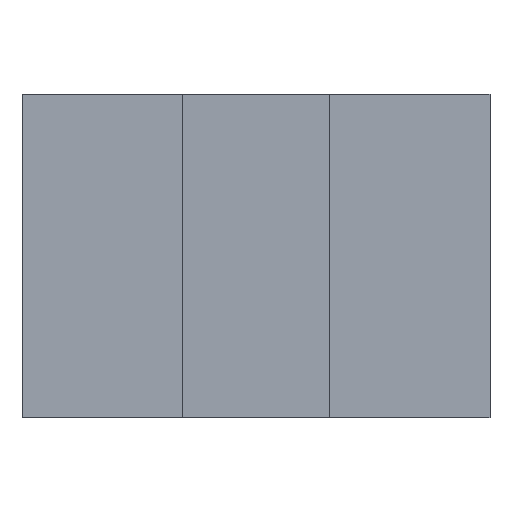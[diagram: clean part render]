
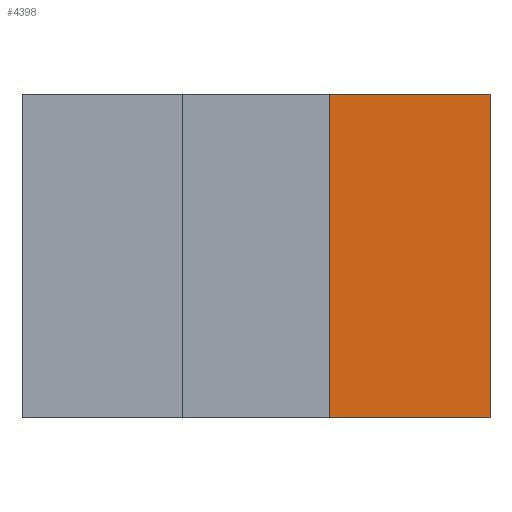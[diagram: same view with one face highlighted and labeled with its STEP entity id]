
A CAD part, front view. The second image highlights one B-rep face of the part: STEP entity #4398.
In plain terms, the highlighted planar face has unit normal (0, -1, 0).
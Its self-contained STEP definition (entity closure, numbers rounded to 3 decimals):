
#128 = PLANE('',#129);
#129 = AXIS2_PLACEMENT_3D('',#130,#131,#132);
#130 = CARTESIAN_POINT('',(0.,0.,-5.923));
#131 = DIRECTION('',(0.,0.,1.));
#132 = DIRECTION('',(0.,-1.,0.));
#182 = PLANE('',#183);
#183 = AXIS2_PLACEMENT_3D('',#184,#185,#186);
#184 = CARTESIAN_POINT('',(0.,0.,5.077));
#185 = DIRECTION('',(0.,0.,1.));
#186 = DIRECTION('',(0.,-1.,0.));
#347 = PLANE('',#348);
#348 = AXIS2_PLACEMENT_3D('',#349,#350,#351);
#349 = CARTESIAN_POINT('',(-0.711,0.,
    5.077));
#350 = DIRECTION('',(-1.,-0.,0.));
#351 = DIRECTION('',(0.,-1.,0.));
#1118 = VERTEX_POINT('',#1119);
#1119 = CARTESIAN_POINT('',(-0.711,-2.,5.077));
#1140 = EDGE_CURVE('',#1118,#1141,#1143,.T.);
#1141 = VERTEX_POINT('',#1142);
#1142 = CARTESIAN_POINT('',(-0.711,-2.,-5.923));
#1143 = SURFACE_CURVE('',#1144,(#1148,#1155),.PCURVE_S1.);
#1144 = LINE('',#1145,#1146);
#1145 = CARTESIAN_POINT('',(-0.711,-2.,5.077));
#1146 = VECTOR('',#1147,1.);
#1147 = DIRECTION('',(-0.,0.,-1.));
#1148 = PCURVE('',#347,#1149);
#1149 = DEFINITIONAL_REPRESENTATION('',(#1150),#1154);
#1150 = LINE('',#1151,#1152);
#1151 = CARTESIAN_POINT('',(2.,0.));
#1152 = VECTOR('',#1153,1.);
#1153 = DIRECTION('',(0.,-1.));
#1154 = ( GEOMETRIC_REPRESENTATION_CONTEXT(2) 
PARAMETRIC_REPRESENTATION_CONTEXT() REPRESENTATION_CONTEXT('2D SPACE',''
  ) );
#1155 = PCURVE('',#1156,#1161);
#1156 = PLANE('',#1157);
#1157 = AXIS2_PLACEMENT_3D('',#1158,#1159,#1160);
#1158 = CARTESIAN_POINT('',(0.,-2.,-5.923));
#1159 = DIRECTION('',(0.,-1.,0.));
#1160 = DIRECTION('',(1.,0.,0.));
#1161 = DEFINITIONAL_REPRESENTATION('',(#1162),#1166);
#1162 = LINE('',#1163,#1164);
#1163 = CARTESIAN_POINT('',(-0.711,11.));
#1164 = VECTOR('',#1165,1.);
#1165 = DIRECTION('',(0.,-1.));
#1166 = ( GEOMETRIC_REPRESENTATION_CONTEXT(2) 
PARAMETRIC_REPRESENTATION_CONTEXT() REPRESENTATION_CONTEXT('2D SPACE',''
  ) );
#2687 = PLANE('',#2688);
#2688 = AXIS2_PLACEMENT_3D('',#2689,#2690,#2691);
#2689 = CARTESIAN_POINT('',(-6.161,0.,0.));
#2690 = DIRECTION('',(1.,0.,0.));
#2691 = DIRECTION('',(0.,1.,0.));
#2751 = EDGE_CURVE('',#2752,#1141,#2754,.T.);
#2752 = VERTEX_POINT('',#2753);
#2753 = CARTESIAN_POINT('',(-6.161,-2.,-5.923));
#2754 = SURFACE_CURVE('',#2755,(#2759,#2766),.PCURVE_S1.);
#2755 = LINE('',#2756,#2757);
#2756 = CARTESIAN_POINT('',(0.,-2.,-5.923));
#2757 = VECTOR('',#2758,1.);
#2758 = DIRECTION('',(1.,0.,0.));
#2759 = PCURVE('',#128,#2760);
#2760 = DEFINITIONAL_REPRESENTATION('',(#2761),#2765);
#2761 = LINE('',#2762,#2763);
#2762 = CARTESIAN_POINT('',(2.,0.));
#2763 = VECTOR('',#2764,1.);
#2764 = DIRECTION('',(0.,1.));
#2765 = ( GEOMETRIC_REPRESENTATION_CONTEXT(2) 
PARAMETRIC_REPRESENTATION_CONTEXT() REPRESENTATION_CONTEXT('2D SPACE',''
  ) );
#2766 = PCURVE('',#1156,#2767);
#2767 = DEFINITIONAL_REPRESENTATION('',(#2768),#2772);
#2768 = LINE('',#2769,#2770);
#2769 = CARTESIAN_POINT('',(0.,0.));
#2770 = VECTOR('',#2771,1.);
#2771 = DIRECTION('',(1.,0.));
#2772 = ( GEOMETRIC_REPRESENTATION_CONTEXT(2) 
PARAMETRIC_REPRESENTATION_CONTEXT() REPRESENTATION_CONTEXT('2D SPACE',''
  ) );
#4398 = ADVANCED_FACE('',(#4399),#1156,.T.);
#4399 = FACE_BOUND('',#4400,.T.);
#4400 = EDGE_LOOP('',(#4401,#4424,#4425,#4426));
#4401 = ORIENTED_EDGE('',*,*,#4402,.F.);
#4402 = EDGE_CURVE('',#2752,#4403,#4405,.T.);
#4403 = VERTEX_POINT('',#4404);
#4404 = CARTESIAN_POINT('',(-6.161,-2.,5.077));
#4405 = SURFACE_CURVE('',#4406,(#4410,#4417),.PCURVE_S1.);
#4406 = LINE('',#4407,#4408);
#4407 = CARTESIAN_POINT('',(-6.161,-2.,-5.923));
#4408 = VECTOR('',#4409,1.);
#4409 = DIRECTION('',(0.,0.,1.));
#4410 = PCURVE('',#1156,#4411);
#4411 = DEFINITIONAL_REPRESENTATION('',(#4412),#4416);
#4412 = LINE('',#4413,#4414);
#4413 = CARTESIAN_POINT('',(-6.161,0.));
#4414 = VECTOR('',#4415,1.);
#4415 = DIRECTION('',(0.,1.));
#4416 = ( GEOMETRIC_REPRESENTATION_CONTEXT(2) 
PARAMETRIC_REPRESENTATION_CONTEXT() REPRESENTATION_CONTEXT('2D SPACE',''
  ) );
#4417 = PCURVE('',#2687,#4418);
#4418 = DEFINITIONAL_REPRESENTATION('',(#4419),#4423);
#4419 = LINE('',#4420,#4421);
#4420 = CARTESIAN_POINT('',(-2.,-5.923));
#4421 = VECTOR('',#4422,1.);
#4422 = DIRECTION('',(0.,1.));
#4423 = ( GEOMETRIC_REPRESENTATION_CONTEXT(2) 
PARAMETRIC_REPRESENTATION_CONTEXT() REPRESENTATION_CONTEXT('2D SPACE',''
  ) );
#4424 = ORIENTED_EDGE('',*,*,#2751,.T.);
#4425 = ORIENTED_EDGE('',*,*,#1140,.F.);
#4426 = ORIENTED_EDGE('',*,*,#4427,.F.);
#4427 = EDGE_CURVE('',#4403,#1118,#4428,.T.);
#4428 = SURFACE_CURVE('',#4429,(#4433,#4440),.PCURVE_S1.);
#4429 = LINE('',#4430,#4431);
#4430 = CARTESIAN_POINT('',(0.,-2.,5.077));
#4431 = VECTOR('',#4432,1.);
#4432 = DIRECTION('',(1.,0.,0.));
#4433 = PCURVE('',#1156,#4434);
#4434 = DEFINITIONAL_REPRESENTATION('',(#4435),#4439);
#4435 = LINE('',#4436,#4437);
#4436 = CARTESIAN_POINT('',(0.,11.));
#4437 = VECTOR('',#4438,1.);
#4438 = DIRECTION('',(1.,0.));
#4439 = ( GEOMETRIC_REPRESENTATION_CONTEXT(2) 
PARAMETRIC_REPRESENTATION_CONTEXT() REPRESENTATION_CONTEXT('2D SPACE',''
  ) );
#4440 = PCURVE('',#182,#4441);
#4441 = DEFINITIONAL_REPRESENTATION('',(#4442),#4446);
#4442 = LINE('',#4443,#4444);
#4443 = CARTESIAN_POINT('',(2.,0.));
#4444 = VECTOR('',#4445,1.);
#4445 = DIRECTION('',(0.,1.));
#4446 = ( GEOMETRIC_REPRESENTATION_CONTEXT(2) 
PARAMETRIC_REPRESENTATION_CONTEXT() REPRESENTATION_CONTEXT('2D SPACE',''
  ) );
